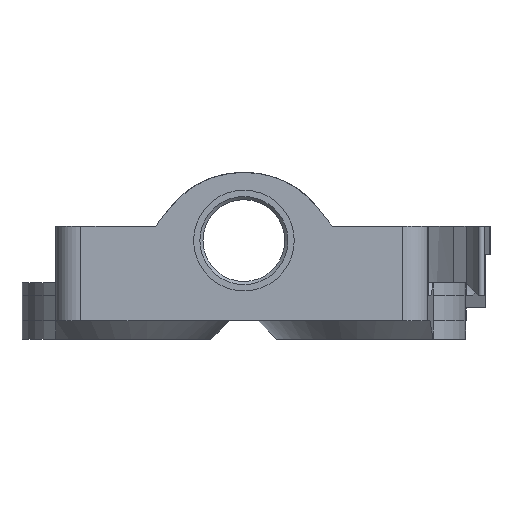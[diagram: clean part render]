
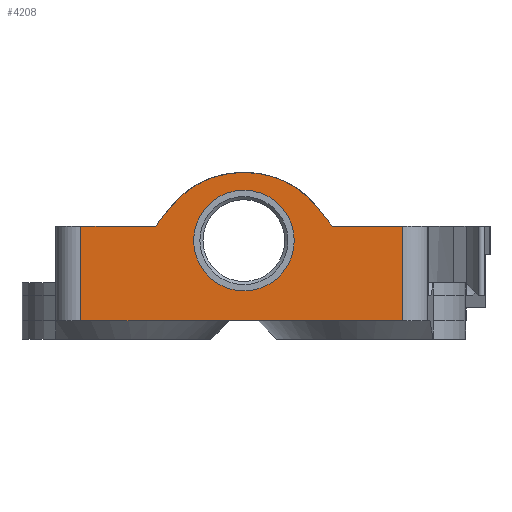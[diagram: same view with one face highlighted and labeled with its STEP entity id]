
A CAD part, front view. The second image highlights one B-rep face of the part: STEP entity #4208.
In plain terms, the highlighted planar face has unit normal (0, -1, 0).
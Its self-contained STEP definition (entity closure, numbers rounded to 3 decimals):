
#259=FACE_BOUND('',#915,.T.);
#328=PLANE('',#4618);
#639=FACE_OUTER_BOUND('',#914,.T.);
#914=EDGE_LOOP('',(#3943,#3944,#3945,#3946,#3947,#3948,#3949,#3950,#3951,
#3952));
#915=EDGE_LOOP('',(#3953));
#928=LINE('',#5830,#1203);
#955=LINE('',#6145,#1230);
#1164=LINE('',#8436,#1439);
#1169=LINE('',#8470,#1444);
#1175=LINE('',#8484,#1450);
#1192=LINE('',#8564,#1467);
#1203=VECTOR('',#4672,10.);
#1230=VECTOR('',#4767,10.);
#1439=VECTOR('',#5530,10.);
#1444=VECTOR('',#5549,10.);
#1450=VECTOR('',#5569,10.);
#1467=VECTOR('',#5682,10.);
#1477=CIRCLE('',#4244,14.561);
#1641=CIRCLE('',#4487,8.);
#1657=CIRCLE('',#4559,14.561);
#1658=CIRCLE('',#4562,690.481);
#1660=CIRCLE('',#4566,690.481);
#1692=VERTEX_POINT('',#5800);
#1693=VERTEX_POINT('',#5802);
#1697=VERTEX_POINT('',#5828);
#1766=VERTEX_POINT('',#6142);
#1767=VERTEX_POINT('',#6144);
#2036=VERTEX_POINT('',#8223);
#2061=VERTEX_POINT('',#8432);
#2063=VERTEX_POINT('',#8435);
#2067=VERTEX_POINT('',#8455);
#2068=VERTEX_POINT('',#8468);
#2069=VERTEX_POINT('',#8469);
#2104=EDGE_CURVE('',#1693,#1692,#1477,.T.);
#2110=EDGE_CURVE('',#1692,#1697,#928,.T.);
#2189=EDGE_CURVE('',#1766,#1767,#955,.T.);
#2582=EDGE_CURVE('',#2036,#2036,#1641,.T.);
#2660=EDGE_CURVE('',#2063,#2061,#1164,.T.);
#2667=EDGE_CURVE('',#1697,#2067,#1657,.T.);
#2668=EDGE_CURVE('',#2067,#2063,#1658,.T.);
#2670=EDGE_CURVE('',#2068,#2069,#1169,.T.);
#2674=EDGE_CURVE('',#2069,#1693,#1660,.T.);
#2678=EDGE_CURVE('',#1766,#2068,#1175,.T.);
#2714=EDGE_CURVE('',#1767,#2061,#1192,.T.);
#3943=ORIENTED_EDGE('',*,*,#2660,.T.);
#3944=ORIENTED_EDGE('',*,*,#2714,.F.);
#3945=ORIENTED_EDGE('',*,*,#2189,.F.);
#3946=ORIENTED_EDGE('',*,*,#2678,.T.);
#3947=ORIENTED_EDGE('',*,*,#2670,.T.);
#3948=ORIENTED_EDGE('',*,*,#2674,.T.);
#3949=ORIENTED_EDGE('',*,*,#2104,.T.);
#3950=ORIENTED_EDGE('',*,*,#2110,.T.);
#3951=ORIENTED_EDGE('',*,*,#2667,.T.);
#3952=ORIENTED_EDGE('',*,*,#2668,.T.);
#3953=ORIENTED_EDGE('',*,*,#2582,.T.);
#4208=ADVANCED_FACE('',(#639,#259),#328,.T.);
#4244=AXIS2_PLACEMENT_3D('',#5803,#4665,#4666);
#4487=AXIS2_PLACEMENT_3D('',#8224,#5335,#5336);
#4559=AXIS2_PLACEMENT_3D('',#8457,#5539,#5540);
#4562=AXIS2_PLACEMENT_3D('',#8460,#5545,#5546);
#4566=AXIS2_PLACEMENT_3D('',#8476,#5556,#5557);
#4618=AXIS2_PLACEMENT_3D('',#8563,#5680,#5681);
#4665=DIRECTION('center_axis',(0.,-1.,0.));
#4666=DIRECTION('ref_axis',(0.785,0.,0.62));
#4672=DIRECTION('',(-1.,0.,0.));
#4767=DIRECTION('',(-1.,0.,0.));
#5335=DIRECTION('center_axis',(0.,1.,0.));
#5336=DIRECTION('ref_axis',(1.,0.,0.));
#5530=DIRECTION('',(-1.,0.,0.));
#5539=DIRECTION('center_axis',(0.,-1.,0.));
#5540=DIRECTION('ref_axis',(0.,0.,1.));
#5545=DIRECTION('center_axis',(0.,1.,0.));
#5546=DIRECTION('ref_axis',(0.781,0.,-0.624));
#5549=DIRECTION('',(-1.,0.,0.));
#5556=DIRECTION('center_axis',(0.,1.,0.));
#5557=DIRECTION('ref_axis',(-0.785,0.,-0.62));
#5569=DIRECTION('',(0.,0.,1.));
#5680=DIRECTION('center_axis',(0.,-1.,0.));
#5681=DIRECTION('ref_axis',(1.,0.,0.));
#5682=DIRECTION('',(0.,0.,1.));
#5800=CARTESIAN_POINT('',(0.25,-65.3,23.5));
#5802=CARTESIAN_POINT('',(11.679,-65.3,17.962));
#5803=CARTESIAN_POINT('Origin',(0.25,-65.3,8.939));
#5828=CARTESIAN_POINT('',(-0.25,-65.3,23.5));
#5830=CARTESIAN_POINT('',(-13.075,-65.3,23.5));
#6142=CARTESIAN_POINT('',(25.25,-65.3,0.));
#6144=CARTESIAN_POINT('',(-25.9,-65.3,0.));
#6145=CARTESIAN_POINT('',(25.25,-65.3,0.));
#8223=CARTESIAN_POINT('',(-8.,-65.3,12.7));
#8224=CARTESIAN_POINT('Origin',(0.,-65.3,12.7));
#8432=CARTESIAN_POINT('',(-25.9,-65.3,15.));
#8435=CARTESIAN_POINT('',(-14.03,-65.3,15.));
#8436=CARTESIAN_POINT('',(-27.9,-65.3,15.));
#8455=CARTESIAN_POINT('',(-11.679,-65.3,17.962));
#8457=CARTESIAN_POINT('Origin',(-0.25,-65.3,8.939));
#8460=CARTESIAN_POINT('Origin',(-553.623,-65.3,445.816));
#8468=CARTESIAN_POINT('',(25.25,-65.3,15.));
#8469=CARTESIAN_POINT('',(14.03,-65.3,15.));
#8470=CARTESIAN_POINT('',(-5.935,-65.3,15.));
#8476=CARTESIAN_POINT('Origin',(553.623,-65.3,445.816));
#8484=CARTESIAN_POINT('',(25.25,-65.3,0.));
#8563=CARTESIAN_POINT('Origin',(-25.9,-65.3,0.));
#8564=CARTESIAN_POINT('',(-25.9,-65.3,0.));
